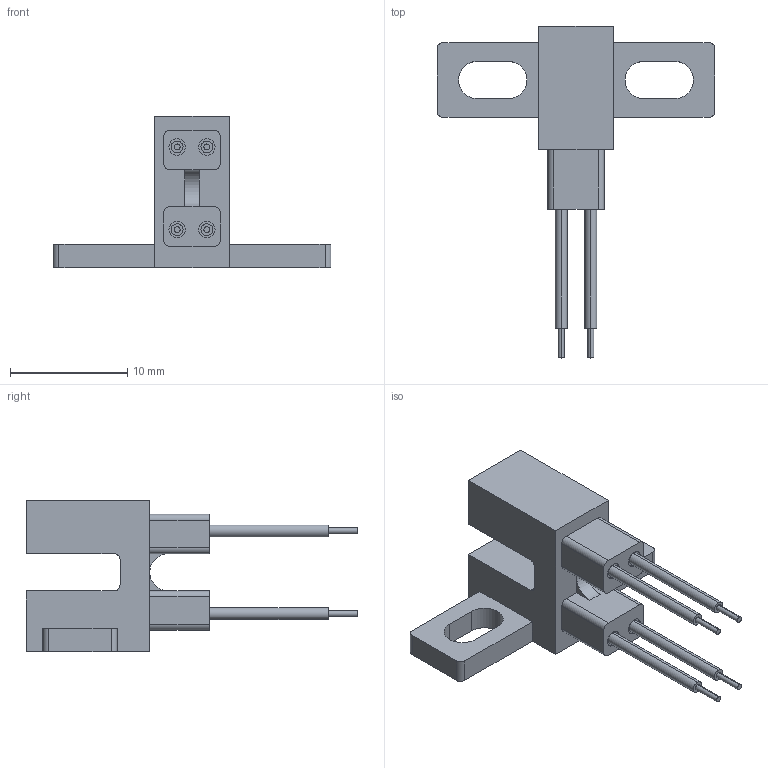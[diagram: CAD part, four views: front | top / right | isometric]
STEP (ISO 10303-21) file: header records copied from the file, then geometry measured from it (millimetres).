
FILE_DESCRIPTION (( 'STEP AP214' ), '1' );
FILE_NAME ('OPB830W55Z.STEP', '2019-11-21T16:26:04', ( '' ), ( '' ), 'SwSTEP 2.0', 'SolidWorks 2018', '' );
FILE_SCHEMA (( 'AUTOMOTIVE_DESIGN' ));
Length unit declared in the file: inch
Products named in the file (1): OPB830W55Z
Bounding box: 23.75 x 28.35 x 12.95 mm (x, y, z)
Volume: 1062.2 mm3; surface area: 1216.6 mm2
Topology: 1 solids, 1 shells, 156 faces, 409 edges, 272 vertices
Faces by surface type: plane 94, cylinder 47, bspline 15
Entity records: 6532 total; most frequent: CARTESIAN_POINT 1581, ORIENTED_EDGE 818, DIRECTION 759, EDGE_CURVE 409, LINE 283, VECTOR 283, VERTEX_POINT 272, AXIS2_PLACEMENT_3D 238
